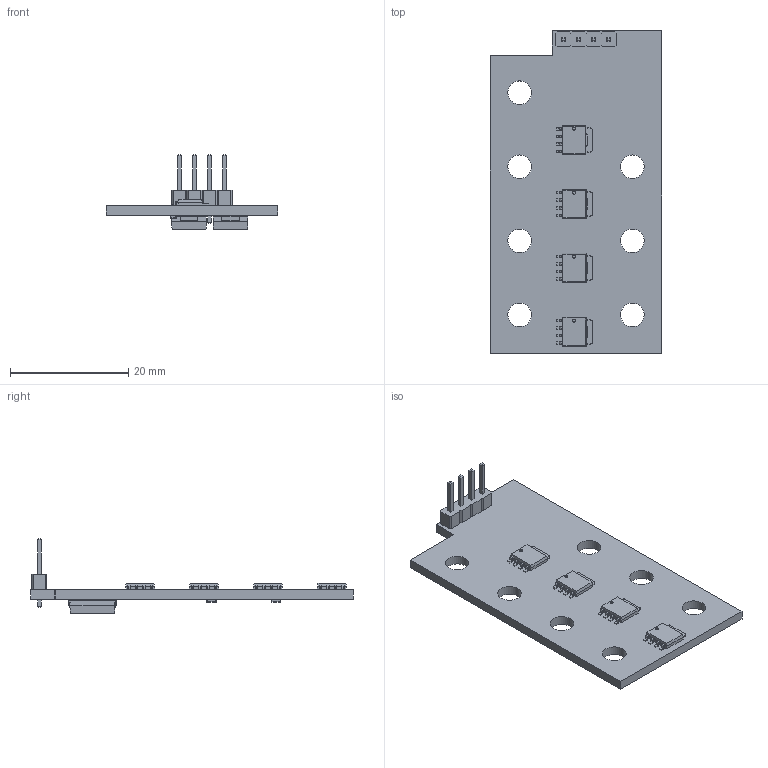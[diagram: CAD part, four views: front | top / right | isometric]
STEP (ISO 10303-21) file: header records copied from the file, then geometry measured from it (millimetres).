
FILE_DESCRIPTION(('KiCad electronic assembly'),'2;1');
FILE_NAME('Pulse_Arc_Welder.step','2020-05-17T12:44:29',('An Author'),( 'A Company'),'Open CASCADE STEP processor 6.9', 'KiCad to STEP converter','Unknown');
FILE_SCHEMA(('AUTOMOTIVE_DESIGN { 1 0 10303 214 1 1 1 1 }'));
Length unit declared in the file: millimetre
Products named in the file (10): Open CASCADE STEP translator 6.9 1; R_0603_1608Metric; SOLID; PinHeader_1x04_P2.54mm_Vertical; D_SMC; LFPAK56; COMPOUND
Assembly tree (14 placements, depth 3):
  Open CASCADE STEP translator 6.9 1
    R_0603_1608Metric  x2
      SOLID
    PinHeader_1x04_P2.54mm_Vertical
      SOLID
    D_SMC  x2
      SOLID
    LFPAK56  x4
      SOLID
    COMPOUND
Bounding box: 29 x 54.5 x 12.55 mm (x, y, z)
Volume: 2675 mm3; surface area: 4146.3 mm2
Topology: 10 solids, 10 shells, 630 faces, 1680 edges, 1096 vertices
Faces by surface type: plane 483, cylinder 127, bspline 20
Full cylindrical faces by diameter (mm): 0.5 x4, 1 x4, 4 x7
Entity records: 20083 total; most frequent: CARTESIAN_POINT 3388, DIRECTION 2725, LINE 1932, VECTOR 1932, ORIENTED_EDGE 1452, PCURVE 1452, DEFINITIONAL_REPRESENTATION 1452, EDGE_CURVE 726
